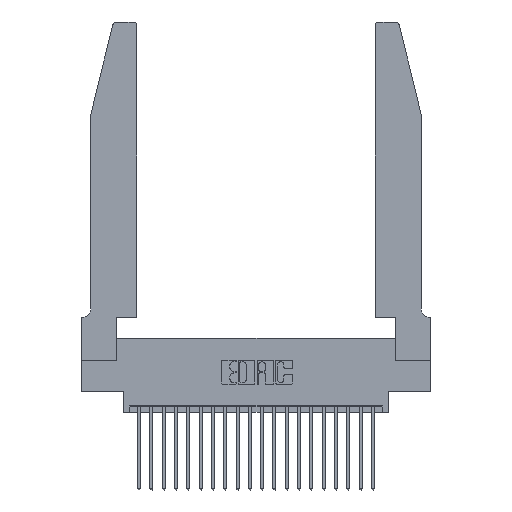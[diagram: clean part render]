
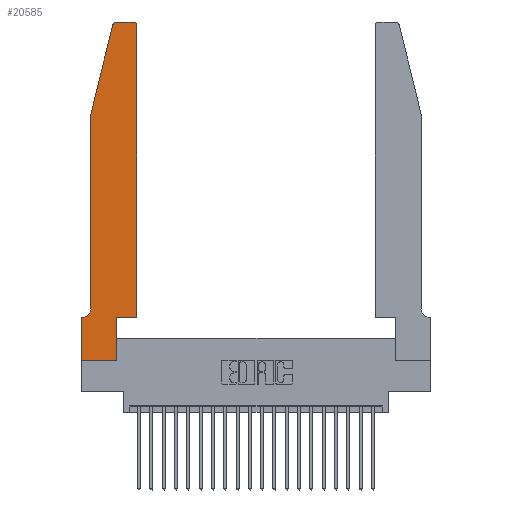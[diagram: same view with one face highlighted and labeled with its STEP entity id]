
A CAD part, top view. The second image highlights one B-rep face of the part: STEP entity #20585.
In plain terms, the highlighted planar face has unit normal (0, 0, 1).
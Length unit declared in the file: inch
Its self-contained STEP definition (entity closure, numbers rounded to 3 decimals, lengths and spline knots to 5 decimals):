
#421 = CARTESIAN_POINT ( 'NONE',  ( 0.0755, 2., 0.37 ) ) ;
#609 = AXIS2_PLACEMENT_3D ( 'NONE', #16765, #5852, #18569 ) ;
#1341 = CARTESIAN_POINT ( 'NONE',  ( 0.25487, 2.72718, 0.37 ) ) ;
#1558 = VERTEX_POINT ( 'NONE', #3620 ) ;
#1762 = CIRCLE ( 'NONE', #609, 0.07 ) ;
#1777 = CARTESIAN_POINT ( 'NONE',  ( 0.2865, 0., 0.37 ) ) ;
#2003 = VECTOR ( 'NONE', #6452, 39.37008 ) ;
#2256 = CARTESIAN_POINT ( 'NONE',  ( 0.0755, 0.42, 0.37 ) ) ;
#2777 = EDGE_CURVE ( 'NONE', #16067, #7225, #13404, .T. ) ;
#3200 = LINE ( 'NONE', #8241, #7520 ) ;
#3620 = CARTESIAN_POINT ( 'NONE',  ( 0.4205, 2.75, 0.37 ) ) ;
#3875 = LINE ( 'NONE', #6465, #22519 ) ;
#4982 = CARTESIAN_POINT ( 'NONE',  ( 0.4505, 2.72, 0.37 ) ) ;
#5235 = DIRECTION ( 'NONE',  ( 0., 1., 0. ) ) ;
#5519 = DIRECTION ( 'NONE',  ( 1., 0., 0. ) ) ;
#5760 = DIRECTION ( 'NONE',  ( 0., 0., 1. ) ) ;
#5852 = DIRECTION ( 'NONE',  ( 0., 0., -1. ) ) ;
#6174 = VECTOR ( 'NONE', #5519, 39.37008 ) ;
#6193 = CARTESIAN_POINT ( 'NONE',  ( 0., 0., 0.37 ) ) ;
#6251 = VERTEX_POINT ( 'NONE', #2256 ) ;
#6353 = ORIENTED_EDGE ( 'NONE', *, *, #21770, .T. ) ;
#6452 = DIRECTION ( 'NONE',  ( 0., -1., 0. ) ) ;
#6465 = CARTESIAN_POINT ( 'NONE',  ( 0., 0., 0.37 ) ) ;
#6964 = DIRECTION ( 'NONE',  ( 0., 0., 1. ) ) ;
#6986 = CARTESIAN_POINT ( 'NONE',  ( 0.4205, 2.72, 0.37 ) ) ;
#7207 = LINE ( 'NONE', #16191, #17456 ) ;
#7225 = VERTEX_POINT ( 'NONE', #421 ) ;
#7520 = VECTOR ( 'NONE', #19087, 39.37008 ) ;
#7541 = VECTOR ( 'NONE', #10935, 39.37008 ) ;
#8181 = CARTESIAN_POINT ( 'NONE',  ( 0.0055, 0.35, 0.37 ) ) ;
#8241 = CARTESIAN_POINT ( 'NONE',  ( 0.2605, 2.75, 0.37 ) ) ;
#8500 = EDGE_CURVE ( 'NONE', #6251, #8686, #1762, .T. ) ;
#8686 = VERTEX_POINT ( 'NONE', #8181 ) ;
#8849 = DIRECTION ( 'NONE',  ( 1., 0., 0. ) ) ;
#9075 = CARTESIAN_POINT ( 'NONE',  ( 0.0755, 0.35, 0.37 ) ) ;
#9241 = VECTOR ( 'NONE', #10027, 39.37008 ) ;
#9625 = EDGE_CURVE ( 'NONE', #1558, #16947, #3200, .T. ) ;
#9638 = EDGE_CURVE ( 'NONE', #7225, #6251, #11824, .T. ) ;
#9875 = EDGE_CURVE ( 'NONE', #12659, #14001, #7207, .T. ) ;
#10027 = DIRECTION ( 'NONE',  ( 0., 1., 0. ) ) ;
#10132 = ORIENTED_EDGE ( 'NONE', *, *, #14606, .T. ) ;
#10181 = ORIENTED_EDGE ( 'NONE', *, *, #17663, .T. ) ;
#10343 = VERTEX_POINT ( 'NONE', #4982 ) ;
#10935 = DIRECTION ( 'NONE',  ( -1., 0., 0. ) ) ;
#11123 = EDGE_LOOP ( 'NONE', ( #12303, #22588, #16193, #21660, #18790, #22618, #18490, #6353, #15760, #10132, #10181, #16698 ) ) ;
#11181 = CIRCLE ( 'NONE', #12607, 0.03 ) ;
#11824 = LINE ( 'NONE', #11928, #2003 ) ;
#11928 = CARTESIAN_POINT ( 'NONE',  ( 0.0755, 2., 0.37 ) ) ;
#12246 = VECTOR ( 'NONE', #18913, 39.37008 ) ;
#12303 = ORIENTED_EDGE ( 'NONE', *, *, #9625, .T. ) ;
#12351 = EDGE_CURVE ( 'NONE', #10343, #1558, #11181, .T. ) ;
#12607 = AXIS2_PLACEMENT_3D ( 'NONE', #6986, #19681, #8849 ) ;
#12659 = VERTEX_POINT ( 'NONE', #1777 ) ;
#13404 = LINE ( 'NONE', #14296, #17626 ) ;
#13449 = CARTESIAN_POINT ( 'NONE',  ( 0., 0., 0.37 ) ) ;
#13643 = CARTESIAN_POINT ( 'NONE',  ( 0.284, 2.75, 0.37 ) ) ;
#14001 = VERTEX_POINT ( 'NONE', #21980 ) ;
#14296 = CARTESIAN_POINT ( 'NONE',  ( 0.0755, 2., 0.37 ) ) ;
#14460 = EDGE_CURVE ( 'NONE', #16947, #16067, #18700, .T. ) ;
#14606 = EDGE_CURVE ( 'NONE', #14001, #18341, #16463, .T. ) ;
#15760 = ORIENTED_EDGE ( 'NONE', *, *, #9875, .T. ) ;
#15893 = EDGE_CURVE ( 'NONE', #16173, #21064, #3875, .T. ) ;
#16067 = VERTEX_POINT ( 'NONE', #1341 ) ;
#16173 = VERTEX_POINT ( 'NONE', #20259 ) ;
#16191 = CARTESIAN_POINT ( 'NONE',  ( 0.2865, 0.35, 0.37 ) ) ;
#16193 = ORIENTED_EDGE ( 'NONE', *, *, #2777, .T. ) ;
#16463 = LINE ( 'NONE', #18240, #6174 ) ;
#16662 = CARTESIAN_POINT ( 'NONE',  ( 0., 0.35, 0.37 ) ) ;
#16698 = ORIENTED_EDGE ( 'NONE', *, *, #12351, .T. ) ;
#16765 = CARTESIAN_POINT ( 'NONE',  ( 0.0055, 0.42, 0.37 ) ) ;
#16947 = VERTEX_POINT ( 'NONE', #13643 ) ;
#17122 = CARTESIAN_POINT ( 'NONE',  ( 0.4505, 0.35, 0.37 ) ) ;
#17299 = EDGE_CURVE ( 'NONE', #8686, #16173, #21911, .T. ) ;
#17456 = VECTOR ( 'NONE', #5235, 39.37008 ) ;
#17626 = VECTOR ( 'NONE', #17807, 39.37008 ) ;
#17663 = EDGE_CURVE ( 'NONE', #18341, #10343, #18866, .T. ) ;
#17807 = DIRECTION ( 'NONE',  ( -0.239, -0.971, 0. ) ) ;
#17855 = CARTESIAN_POINT ( 'NONE',  ( 0.284, 2.72, 0.37 ) ) ;
#18240 = CARTESIAN_POINT ( 'NONE',  ( 0.4505, 0.35, 0.37 ) ) ;
#18341 = VERTEX_POINT ( 'NONE', #17122 ) ;
#18462 = DIRECTION ( 'NONE',  ( 1., 0., 0. ) ) ;
#18490 = ORIENTED_EDGE ( 'NONE', *, *, #15893, .T. ) ;
#18569 = DIRECTION ( 'NONE',  ( -1., 0., 0. ) ) ;
#18700 = CIRCLE ( 'NONE', #19557, 0.03 ) ;
#18733 = AXIS2_PLACEMENT_3D ( 'NONE', #16662, #5760, #18462 ) ;
#18790 = ORIENTED_EDGE ( 'NONE', *, *, #8500, .T. ) ;
#18866 = LINE ( 'NONE', #22560, #9241 ) ;
#18913 = DIRECTION ( 'NONE',  ( 1., 0., 0. ) ) ;
#19087 = DIRECTION ( 'NONE',  ( -1., 0., 0. ) ) ;
#19557 = AXIS2_PLACEMENT_3D ( 'NONE', #17855, #6964, #19661 ) ;
#19661 = DIRECTION ( 'NONE',  ( 1., 0., 0. ) ) ;
#19681 = DIRECTION ( 'NONE',  ( 0., 0., 1. ) ) ;
#20259 = CARTESIAN_POINT ( 'NONE',  ( 0., 0.35, 0.37 ) ) ;
#20585 = ADVANCED_FACE ( 'NONE', ( #20980 ), #21931, .T. ) ;
#20663 = LINE ( 'NONE', #6193, #12246 ) ;
#20946 = DIRECTION ( 'NONE',  ( 0., -1., 0. ) ) ;
#20980 = FACE_OUTER_BOUND ( 'NONE', #11123, .T. ) ;
#21064 = VERTEX_POINT ( 'NONE', #13449 ) ;
#21660 = ORIENTED_EDGE ( 'NONE', *, *, #9638, .T. ) ;
#21770 = EDGE_CURVE ( 'NONE', #21064, #12659, #20663, .T. ) ;
#21911 = LINE ( 'NONE', #9075, #7541 ) ;
#21931 = PLANE ( 'NONE',  #18733 ) ;
#21980 = CARTESIAN_POINT ( 'NONE',  ( 0.2865, 0.35, 0.37 ) ) ;
#22519 = VECTOR ( 'NONE', #20946, 39.37008 ) ;
#22560 = CARTESIAN_POINT ( 'NONE',  ( 0.4505, 0.35, 0.37 ) ) ;
#22588 = ORIENTED_EDGE ( 'NONE', *, *, #14460, .T. ) ;
#22618 = ORIENTED_EDGE ( 'NONE', *, *, #17299, .T. ) ;
